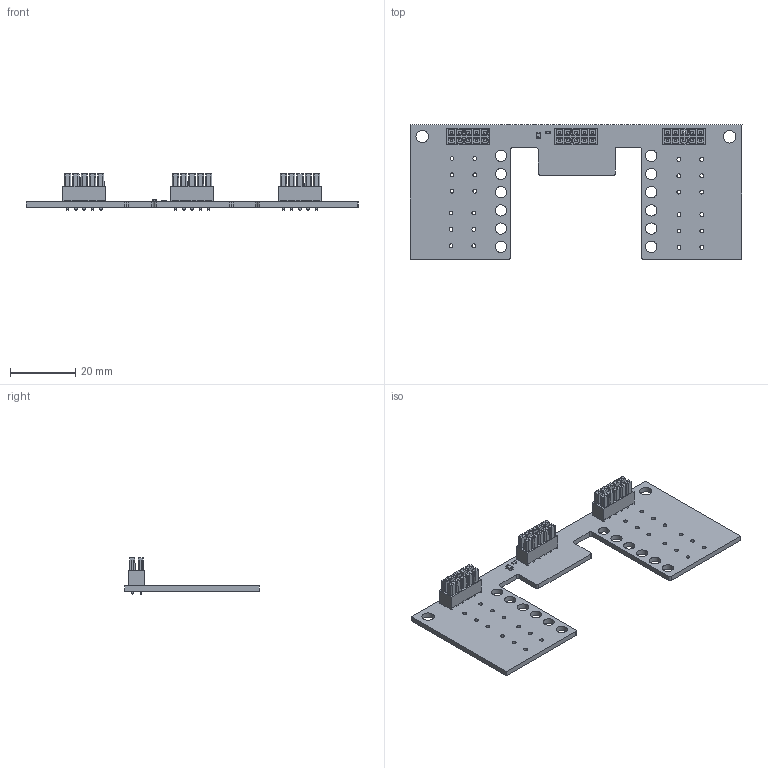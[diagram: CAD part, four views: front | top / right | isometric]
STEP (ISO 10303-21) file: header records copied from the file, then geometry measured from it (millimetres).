
FILE_DESCRIPTION(('KiCad electronic assembly'),'2;1');
FILE_NAME('X17-ESC-Adapter.step','2025-01-11T18:56:48',('Pcbnew'),( 'Kicad'),'Open CASCADE STEP processor 7.8','KiCad to STEP converter' ,'Unknown');
FILE_SCHEMA(('AUTOMOTIVE_DESIGN { 1 0 10303 214 1 1 1 1 }'));
Length unit declared in the file: millimetre
Products named in the file (8): X17-ESC-Adapter 1; R_0603_1608Metric; IPS1-105-01-L-D; D_0805_2012Metric; D_0805; X17-ESC-Adapter_PCB
Assembly tree (9 placements, depth 3):
  X17-ESC-Adapter 1
    R_0603_1608Metric
      R_0603_1608Metric
    IPS1-105-01-L-D  x3
      IPS1-105-01-L-D
    D_0805_2012Metric
      D_0805
    X17-ESC-Adapter_PCB
Bounding box: 101.6 x 41.16 x 11.05 mm (x, y, z)
Volume: 5499.9 mm3; surface area: 10029 mm2
Topology: 9 solids, 9 shells, 1069 faces, 3056 edges, 2036 vertices
Faces by surface type: plane 941, cylinder 98, cone 30
Full cylindrical faces by diameter (mm): 1.04 x30, 1.194 x24, 3.454 x12, 3.81 x2
Entity records: 15894 total; most frequent: CARTESIAN_POINT 2719, ORIENTED_EDGE 2632, DIRECTION 2458, EDGE_CURVE 1316, LINE 1100, VECTOR 1100, VERTEX_POINT 876, AXIS2_PLACEMENT_3D 679
